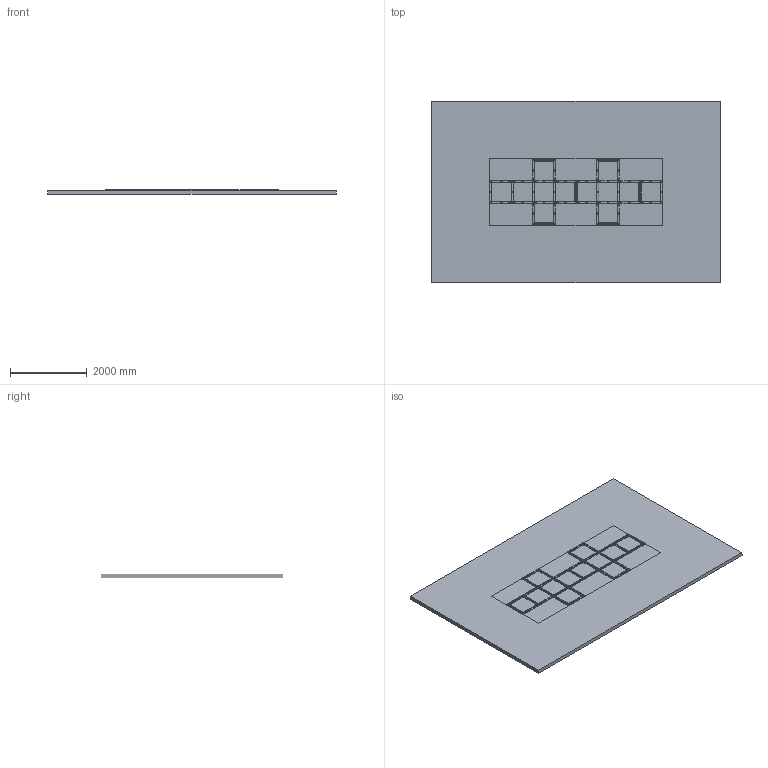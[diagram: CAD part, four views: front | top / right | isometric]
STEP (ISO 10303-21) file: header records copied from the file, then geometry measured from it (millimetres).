
FILE_DESCRIPTION(/* description */ (''),/* implementation_level */ '2;1');
FILE_NAME(/* name */ 'V2_EchelleDeRythme_HD v6.step',/* time_stamp */ '2021-09-10T16:23:38+02:00',/* author */ (''),/* organization */ (''),/* preprocessor_version */ 'ST-DEVELOPER v18.1',/* originating_system */ 'Autodesk Translation Framework v10.10.0.1391',/* authorisation */ '');
FILE_SCHEMA (('AUTOMOTIVE_DESIGN { 1 0 10303 214 3 1 1 }'));
Products named in the file (4): V2_EchelleDeRythme_HD; EchelleDeRythme; AreaIn; AreaOut
Assembly tree (3 placements, depth 2):
  V2_EchelleDeRythme_HD
    EchelleDeRythme
    AreaIn
    AreaOut
Bounding box: 7505 x 4730 x 120.2 mm (x, y, z)
Surface area: 93927008.3 mm2
Topology: 14 solids, 16 shells, 5155 faces, 12304 edges, 7442 vertices
Faces by surface type: bspline 3422, plane 719, cylinder 581, torus 259, cone 174
Full cylindrical faces by diameter (mm): 2 x87, 34.066 x2
Entity records: 739240 total; most frequent: CARTESIAN_POINT 644361, ORIENTED_EDGE 24608, EDGE_CURVE 12304, DIRECTION 12229, VERTEX_POINT 7442, B_SPLINE_CURVE_WITH_KNOTS 7161, EDGE_LOOP 5418, AXIS2_PLACEMENT_3D 5346
